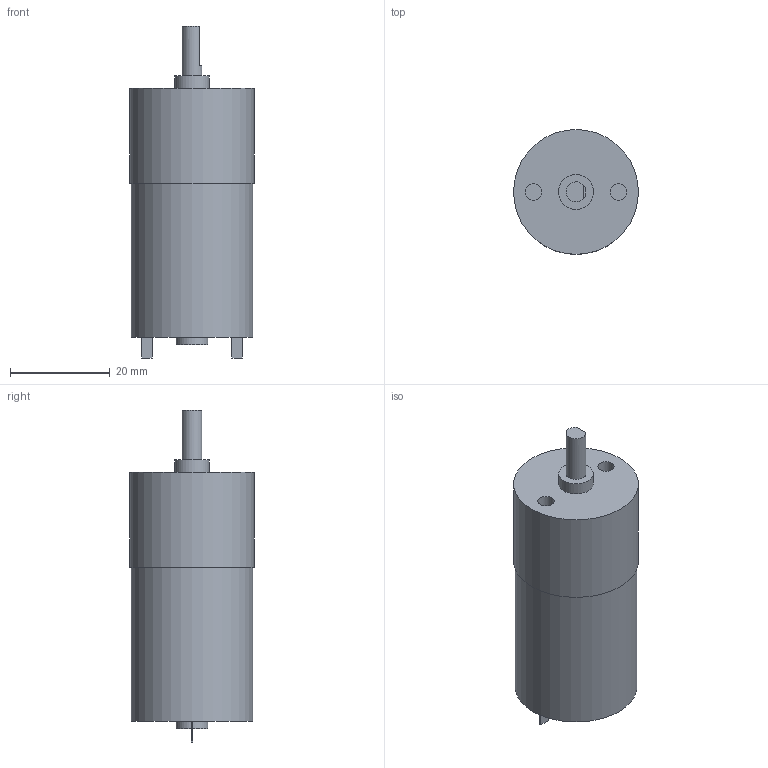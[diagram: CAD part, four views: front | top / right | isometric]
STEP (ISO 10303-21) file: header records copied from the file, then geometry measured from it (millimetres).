
FILE_DESCRIPTION(/* description */ (''),/* implementation_level */ '2;1');
FILE_NAME(/* name */ 'Motor.step',/* time_stamp */ '2025-07-15T13:46:14+09:00',/* author */ (''),/* organization */ (''),/* preprocessor_version */ 'ST-DEVELOPER v20.1',/* originating_system */ 'Autodesk Translation Framework v14.10.0.0',/* authorisation */ '');
FILE_SCHEMA (('AUTOMOTIVE_DESIGN { 1 0 10303 214 3 1 1 }'));
Length unit declared in the file: millimetre
Products named in the file (1): Pololuモーター
Bounding box: 25 x 25 x 66.5 mm (x, y, z)
Volume: 23911.2 mm3; surface area: 6292 mm2
Topology: 7 solids, 7 shells, 33 faces, 51 edges, 34 vertices
Faces by surface type: plane 26, cylinder 7
Full cylindrical faces by diameter (mm): 3.3 x2, 4 x1, 6.4 x1, 7 x1, 24.4 x1, 25 x1
Entity records: 782 total; most frequent: DIRECTION 135, CARTESIAN_POINT 119, ORIENTED_EDGE 102, EDGE_CURVE 51, AXIS2_PLACEMENT_3D 50, EDGE_LOOP 35, LINE 35, VECTOR 35
